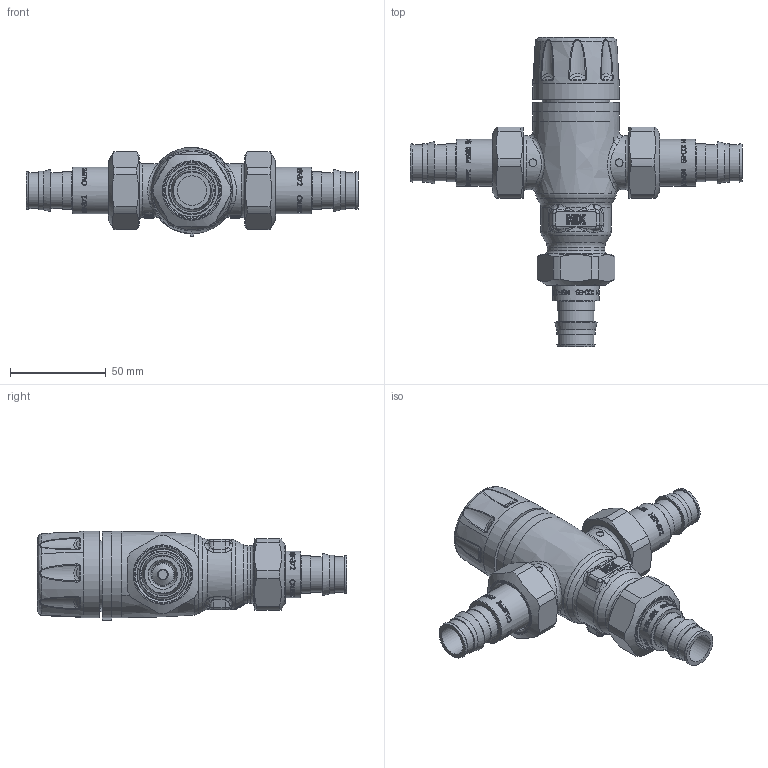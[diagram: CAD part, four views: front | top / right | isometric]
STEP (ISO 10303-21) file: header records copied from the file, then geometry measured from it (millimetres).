
FILE_DESCRIPTION(/* description */ (''),/* implementation_level */ '2;1');
FILE_NAME(/* name */ '521508AC_Simplify_1.stp',/* time_stamp */ '2025-07-31T09:12:26-05:00',/* author */ ('ischreiner'),/* organization */ (''),/* preprocessor_version */ 'ST-DEVELOPER v20',/* originating_system */ 'Autodesk Inventor 2025',/* authorisation */ '');
FILE_SCHEMA (('AUTOMOTIVE_DESIGN { 1 0 10303 214 3 1 1 }'));
Length unit declared in the file: inch
Products named in the file (1): 521508AC_Simplify_1
Bounding box: 173.03 x 161.53 x 46.5 mm (x, y, z)
Volume: 237049.9 mm3; surface area: 63642.6 mm2
Topology: 9 solids, 9 shells, 3293 faces, 8473 edges, 5290 vertices
Faces by surface type: bspline 1243, plane 1214, cylinder 563, torus 110, cone 95, sphere 68
Full cylindrical faces by diameter (mm): 2 x1, 4 x2, 5.24 x2, 8 x1, 9 x1, 12.6 x2, 15.367 x3, 16.55 x2, 18.745 x6, 19.55 x2, 19.6 x4, 19.609 x3, 19.99 x1, 20.091 x7, 20.701 x2, 21.996 x2, 24.384 x3, 26.924 x3, 27.686 x3, 28 x2, 29.515 x2, 29.972 x1, 30 x1, 30.302 x3, 31 x1, 33.1 x3, 45 x2
Entity records: 164220 total; most frequent: CARTESIAN_POINT 87534, ORIENTED_EDGE 16734, DIRECTION 12834, EDGE_CURVE 8367, VERTEX_POINT 5290, AXIS2_PLACEMENT_3D 4645, LINE 3544, VECTOR 3544
